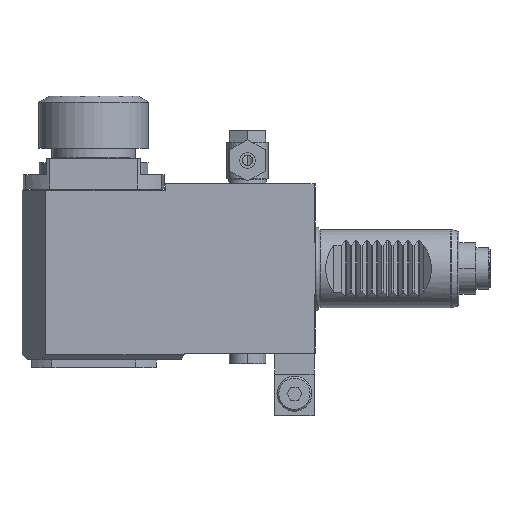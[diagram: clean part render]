
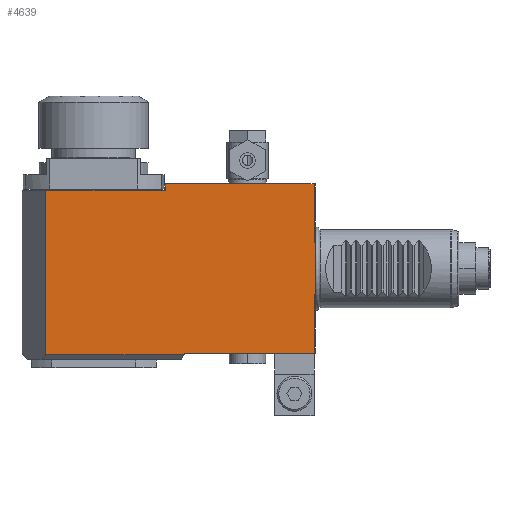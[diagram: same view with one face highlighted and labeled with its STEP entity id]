
A CAD part, front view. The second image highlights one B-rep face of the part: STEP entity #4639.
In plain terms, the highlighted planar face has unit normal (0, -1, 0).
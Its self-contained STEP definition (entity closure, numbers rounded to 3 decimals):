
#13=DIRECTION('',(0.,0.,-1.));
#14=VECTOR('',#13,2.5);
#15=CARTESIAN_POINT('',(-57.5,-32.5,32.5));
#16=LINE('',#15,#14);
#35=DIRECTION('',(0.5,0.,0.866));
#36=VECTOR('',#35,0.577);
#37=CARTESIAN_POINT('',(-50.289,-32.5,-33.));
#38=LINE('',#37,#36);
#39=DIRECTION('',(0.,0.,-1.));
#40=VECTOR('',#39,63.);
#41=CARTESIAN_POINT('',(-103.397,-32.5,30.));
#42=LINE('',#41,#40);
#43=DIRECTION('',(1.,0.,0.));
#44=VECTOR('',#43,45.897);
#45=CARTESIAN_POINT('',(-103.397,-32.5,30.));
#46=LINE('',#45,#44);
#47=DIRECTION('',(1.,0.,0.));
#48=VECTOR('',#47,57.);
#49=CARTESIAN_POINT('',(-57.5,-32.5,32.5));
#50=LINE('',#49,#48);
#51=DIRECTION('',(0.,0.,-1.));
#52=VECTOR('',#51,22.513);
#53=CARTESIAN_POINT('',(-0.5,-32.5,32.5));
#54=LINE('',#53,#52);
#55=DIRECTION('',(-1.,0.,0.));
#56=VECTOR('',#55,0.5);
#57=CARTESIAN_POINT('',(0.,-32.5,9.987));
#58=LINE('',#57,#56);
#59=DIRECTION('',(-1.,0.,0.));
#60=VECTOR('',#59,0.5);
#61=CARTESIAN_POINT('',(0.,-32.5,-9.987));
#62=LINE('',#61,#60);
#63=DIRECTION('',(0.,0.,-1.));
#64=VECTOR('',#63,22.513);
#65=CARTESIAN_POINT('',(-0.5,-32.5,-9.987));
#66=LINE('',#65,#64);
#83=DIRECTION('',(1.,0.,0.));
#84=VECTOR('',#83,49.5);
#85=CARTESIAN_POINT('',(-50.,-32.5,-32.5));
#86=LINE('',#85,#84);
#212=DIRECTION('',(0.,0.,-1.));
#213=VECTOR('',#212,19.975);
#214=CARTESIAN_POINT('',(0.,-32.5,9.987));
#215=LINE('',#214,#213);
#409=DIRECTION('',(1.,0.,0.));
#410=VECTOR('',#409,53.109);
#411=CARTESIAN_POINT('',(-103.397,-32.5,-33.));
#412=LINE('',#411,#410);
#3646=CARTESIAN_POINT('',(-57.5,-32.5,32.5));
#3648=VERTEX_POINT('',#3646);
#3673=CARTESIAN_POINT('',(0.,-32.5,-9.987));
#3675=VERTEX_POINT('',#3673);
#3676=CARTESIAN_POINT('',(0.,-32.5,9.987));
#3678=VERTEX_POINT('',#3676);
#3695=CARTESIAN_POINT('',(-0.5,-32.5,32.5));
#3697=VERTEX_POINT('',#3695);
#3698=CARTESIAN_POINT('',(-0.5,-32.5,9.987));
#3699=VERTEX_POINT('',#3698);
#3700=CARTESIAN_POINT('',(-0.5,-32.5,-9.987));
#3701=CARTESIAN_POINT('',(-0.5,-32.5,-32.5));
#3702=VERTEX_POINT('',#3700);
#3703=VERTEX_POINT('',#3701);
#3893=CARTESIAN_POINT('',(-103.397,-32.5,-33.));
#3895=VERTEX_POINT('',#3893);
#3906=CARTESIAN_POINT('',(-103.397,-32.5,30.));
#3907=VERTEX_POINT('',#3906);
#3918=CARTESIAN_POINT('',(-50.289,-32.5,-33.));
#3919=VERTEX_POINT('',#3918);
#3921=CARTESIAN_POINT('',(-57.5,-32.5,30.));
#3923=VERTEX_POINT('',#3921);
#3924=CARTESIAN_POINT('',(-50.,-32.5,-32.5));
#3926=VERTEX_POINT('',#3924);
#4610=CARTESIAN_POINT('',(-57.5,-32.5,32.5));
#4611=DIRECTION('',(0.,-1.,0.));
#4612=DIRECTION('',(0.,0.,-1.));
#4613=AXIS2_PLACEMENT_3D('',#4610,#4611,#4612);
#4614=PLANE('',#4613);
#4616=ORIENTED_EDGE('',*,*,#4615,.F.);
#4618=ORIENTED_EDGE('',*,*,#4617,.F.);
#4620=ORIENTED_EDGE('',*,*,#4619,.F.);
#4622=ORIENTED_EDGE('',*,*,#4621,.F.);
#4623=ORIENTED_EDGE('',*,*,#4591,.T.);
#4624=ORIENTED_EDGE('',*,*,#4580,.F.);
#4626=ORIENTED_EDGE('',*,*,#4625,.T.);
#4628=ORIENTED_EDGE('',*,*,#4627,.T.);
#4630=ORIENTED_EDGE('',*,*,#4629,.F.);
#4632=ORIENTED_EDGE('',*,*,#4631,.T.);
#4634=ORIENTED_EDGE('',*,*,#4633,.T.);
#4636=ORIENTED_EDGE('',*,*,#4635,.T.);
#4637=EDGE_LOOP('',(#4616,#4618,#4620,#4622,#4623,#4624,#4626,#4628,#4630,#4632,
#4634,#4636));
#4638=FACE_OUTER_BOUND('',#4637,.F.);
#4639=ADVANCED_FACE('',(#4638),#4614,.T.);
#4580=EDGE_CURVE('',#3648,#3923,#16,.T.);
#4591=EDGE_CURVE('',#3907,#3923,#46,.T.);
#4615=EDGE_CURVE('',#3926,#3703,#86,.T.);
#4617=EDGE_CURVE('',#3919,#3926,#38,.T.);
#4619=EDGE_CURVE('',#3895,#3919,#412,.T.);
#4621=EDGE_CURVE('',#3907,#3895,#42,.T.);
#4625=EDGE_CURVE('',#3648,#3697,#50,.T.);
#4627=EDGE_CURVE('',#3697,#3699,#54,.T.);
#4629=EDGE_CURVE('',#3678,#3699,#58,.T.);
#4631=EDGE_CURVE('',#3678,#3675,#215,.T.);
#4633=EDGE_CURVE('',#3675,#3702,#62,.T.);
#4635=EDGE_CURVE('',#3702,#3703,#66,.T.);
